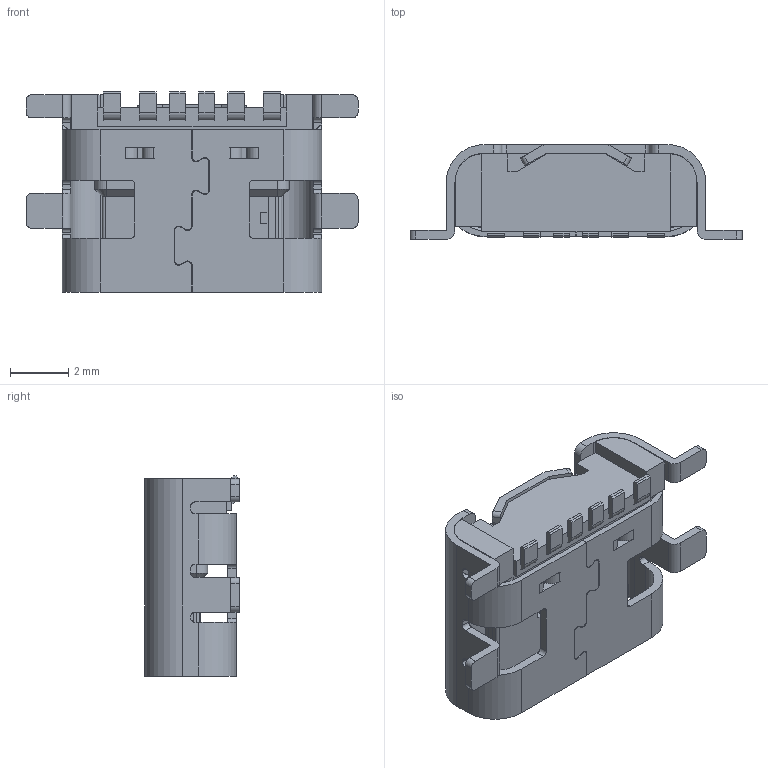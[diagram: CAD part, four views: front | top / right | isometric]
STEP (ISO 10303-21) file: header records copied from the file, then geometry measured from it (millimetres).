
FILE_DESCRIPTION (( 'STEP AP203' ), '1' );
FILE_NAME ('TYPE-C-6PIN板上四脚全贴.STEP', '2021-10-22T12:49:02', ( '' ), ( '' ), 'SwSTEP 2.0', 'SolidWorks 2020', '' );
FILE_SCHEMA (( 'CONFIG_CONTROL_DESIGN' ));
Length unit declared in the file: millimetre
Products named in the file (4): 傷赽; TYPE-C-6PIN板上四脚全贴; SHELL-TIEBAN-SHELL; BOTTOM-HOUSING0
Assembly tree (3 placements, depth 2):
  TYPE-C-6PIN板上四脚全贴
    SHELL-TIEBAN-SHELL
    BOTTOM-HOUSING0
    傷赽
Bounding box: 11.44 x 3.26 x 6.9 mm (x, y, z)
Volume: 95.7 mm3; surface area: 529.7 mm2
Topology: 8 solids, 8 shells, 694 faces, 2007 edges, 1310 vertices
Faces by surface type: plane 462, cylinder 206, cone 14, bspline 12
Entity records: 23339 total; most frequent: CARTESIAN_POINT 4333, ORIENTED_EDGE 4006, DIRECTION 3773, EDGE_CURVE 2003, LINE 1557, VECTOR 1557, VERTEX_POINT 1310, AXIS2_PLACEMENT_3D 1108
